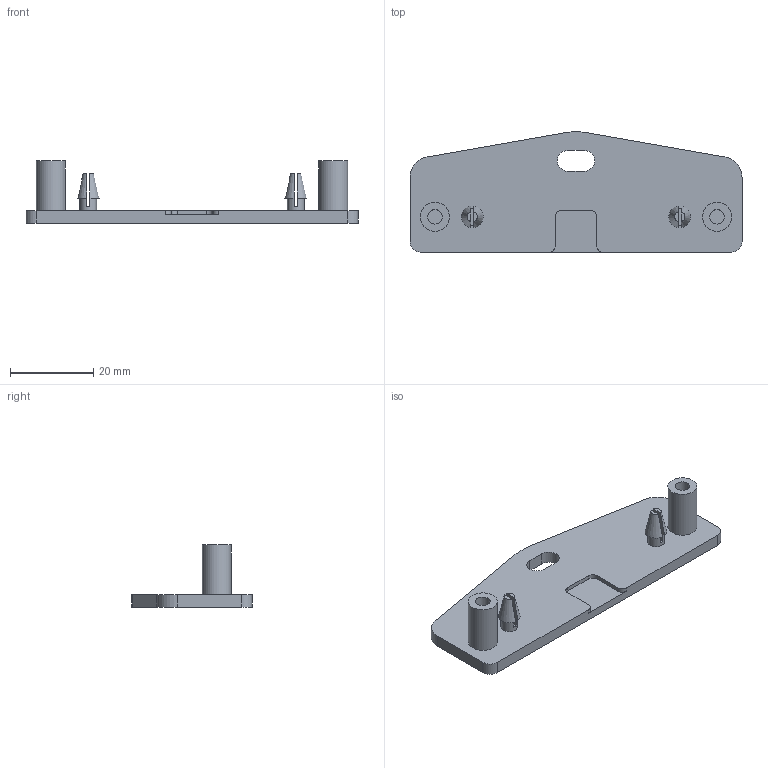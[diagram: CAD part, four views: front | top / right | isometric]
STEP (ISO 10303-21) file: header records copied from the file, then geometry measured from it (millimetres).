
FILE_DESCRIPTION(/* description */ (''),/* implementation_level */ '2;1');
FILE_NAME(/* name */ '0413000000 - Wandlaschen-Sonderausführung WL-SO.stp',/* time_stamp */ '2017-05-10T15:02:24+02:00',/* author */ ('robin.rentz'),/* organization */ (''),/* preprocessor_version */ 'ST-DEVELOPER v16.5',/* originating_system */ 'Autodesk Inventor 2017',/* authorisation */ '');
FILE_SCHEMA (('AUTOMOTIVE_DESIGN { 1 0 10303 214 3 1 1 }'));
Length unit declared in the file: millimetre
Products named in the file (1): 0413000000 - Wandlaschen-Sonderausführung WL-SO
Bounding box: 80 x 28.97 x 15 mm (x, y, z)
Volume: 6790 mm3; surface area: 5822.1 mm2
Topology: 1 solids, 1 shells, 52 faces, 132 edges, 88 vertices
Faces by surface type: plane 31, cylinder 17, cone 4
Full cylindrical faces by diameter (mm): 3.5 x2, 4 x2, 7 x2
Entity records: 1556 total; most frequent: CARTESIAN_POINT 279, DIRECTION 270, ORIENTED_EDGE 248, EDGE_CURVE 124, AXIS2_PLACEMENT_3D 101, VERTEX_POINT 86, LINE 68, VECTOR 68
